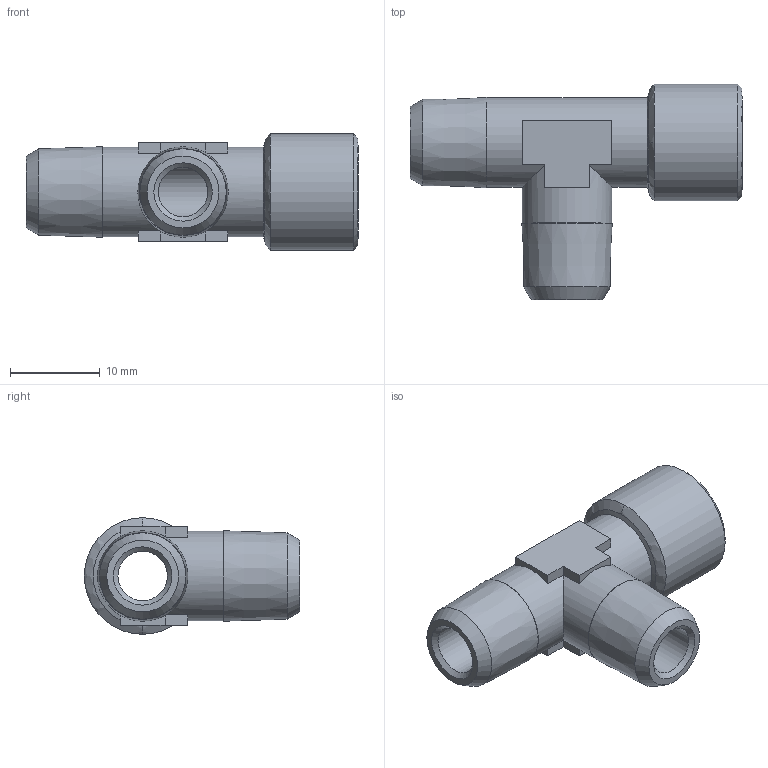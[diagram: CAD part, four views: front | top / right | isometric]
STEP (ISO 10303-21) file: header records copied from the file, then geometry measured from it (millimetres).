
FILE_DESCRIPTION (( 'STEP AP214' ), '1' );
FILE_NAME ('0403000010200A.STEP', '2013-08-08T05:51:04', ( 'ST01' ), ( '' ), 'SwSTEP 2.0', 'SolidWorks 2012', '' );
FILE_SCHEMA (( 'AUTOMOTIVE_DESIGN' ));
Length unit declared in the file: millimetre
Products named in the file (1): 0403000010200A
Bounding box: 37 x 24 x 13 mm (x, y, z)
Volume: 2890.6 mm3; surface area: 2799.6 mm2
Topology: 1 solids, 1 shells, 43 faces, 108 edges, 67 vertices
Faces by surface type: plane 21, cone 13, cylinder 7, bspline 2
Full cylindrical faces by diameter (mm): 5.5 x2, 6 x1, 8.566 x1, 10 x2, 13 x1
Entity records: 1218 total; most frequent: CARTESIAN_POINT 291, DIRECTION 188, ORIENTED_EDGE 156, EDGE_CURVE 78, AXIS2_PLACEMENT_3D 73, EDGE_LOOP 68, VERTEX_POINT 58, FACE_OUTER_BOUND 50
